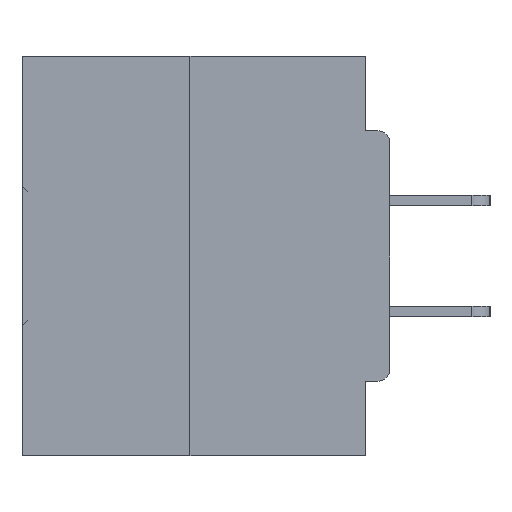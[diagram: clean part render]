
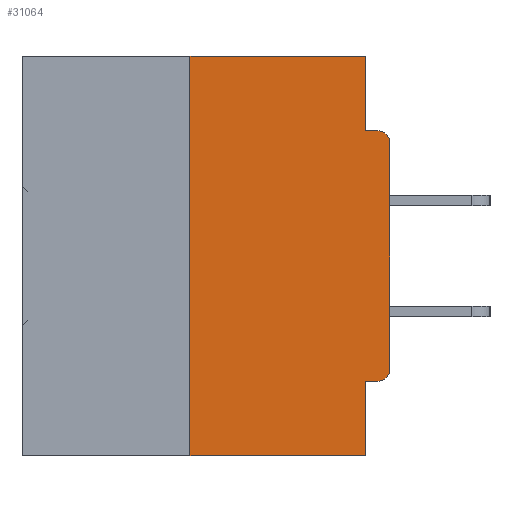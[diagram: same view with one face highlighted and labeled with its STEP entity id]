
A CAD part, left-side view. The second image highlights one B-rep face of the part: STEP entity #31064.
In plain terms, the highlighted planar face has unit normal (-1, 0, 0).
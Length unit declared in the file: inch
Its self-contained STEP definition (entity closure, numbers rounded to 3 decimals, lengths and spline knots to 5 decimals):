
#63 = CARTESIAN_POINT ( 'NONE',  ( 0., 0.015, -0.1085 ) ) ;
#287 = DIRECTION ( 'NONE',  ( -1., 0., 0. ) ) ;
#871 = VECTOR ( 'NONE', #21697, 39.37008 ) ;
#882 = DIRECTION ( 'NONE',  ( 0., 0., -1. ) ) ;
#1108 = PLANE ( 'NONE',  #3022 ) ;
#1664 = CARTESIAN_POINT ( 'NONE',  ( 0., 0.031, -0.0935 ) ) ;
#2796 = DIRECTION ( 'NONE',  ( 0., -1., 0. ) ) ;
#3022 = AXIS2_PLACEMENT_3D ( 'NONE', #4670, #43710, #882 ) ;
#3510 = LINE ( 'NONE', #17232, #30303 ) ;
#3761 = VECTOR ( 'NONE', #7692, 39.37008 ) ;
#4670 = CARTESIAN_POINT ( 'NONE',  ( 0., 0.46, 0. ) ) ;
#4754 = VERTEX_POINT ( 'NONE', #21359 ) ;
#5142 = VECTOR ( 'NONE', #2796, 39.37008 ) ;
#6280 = DIRECTION ( 'NONE',  ( 0., 0., -1. ) ) ;
#6327 = ORIENTED_EDGE ( 'NONE', *, *, #38698, .T. ) ;
#6516 = CARTESIAN_POINT ( 'NONE',  ( 0., 0., -0.0935 ) ) ;
#6783 = DIRECTION ( 'NONE',  ( 0., 0., -1. ) ) ;
#7692 = DIRECTION ( 'NONE',  ( 0., -1., 0. ) ) ;
#7988 = CIRCLE ( 'NONE', #42735, 0.015 ) ;
#8024 = DIRECTION ( 'NONE',  ( -1., 0., 0. ) ) ;
#8217 = CARTESIAN_POINT ( 'NONE',  ( 0., 0., -0.3915 ) ) ;
#8420 = EDGE_CURVE ( 'NONE', #4754, #40541, #32348, .T. ) ;
#8474 = EDGE_CURVE ( 'NONE', #40541, #22763, #3510, .T. ) ;
#8804 = CARTESIAN_POINT ( 'NONE',  ( 0., 0.031, -0.4065 ) ) ;
#8991 = ORIENTED_EDGE ( 'NONE', *, *, #17704, .F. ) ;
#9393 = CARTESIAN_POINT ( 'NONE',  ( 0., 0.25, -0.5 ) ) ;
#10153 = VERTEX_POINT ( 'NONE', #8217 ) ;
#10841 = CARTESIAN_POINT ( 'NONE',  ( 0., 0., -0.4065 ) ) ;
#10902 = ORIENTED_EDGE ( 'NONE', *, *, #8420, .F. ) ;
#11488 = LINE ( 'NONE', #30139, #3761 ) ;
#12095 = EDGE_CURVE ( 'NONE', #18133, #24772, #7988, .T. ) ;
#12607 = CARTESIAN_POINT ( 'NONE',  ( 0., 0.031, -0.5 ) ) ;
#13756 = VERTEX_POINT ( 'NONE', #1664 ) ;
#14166 = DIRECTION ( 'NONE',  ( 0., 0., -1. ) ) ;
#15930 = VERTEX_POINT ( 'NONE', #20439 ) ;
#16605 = CARTESIAN_POINT ( 'NONE',  ( 0., 0.25, 0. ) ) ;
#17232 = CARTESIAN_POINT ( 'NONE',  ( 0., 0.031, -0.5 ) ) ;
#17704 = EDGE_CURVE ( 'NONE', #18525, #15930, #19910, .T. ) ;
#18133 = VERTEX_POINT ( 'NONE', #34058 ) ;
#18525 = VERTEX_POINT ( 'NONE', #9393 ) ;
#19117 = CARTESIAN_POINT ( 'NONE',  ( 0., 0.015, -0.0935 ) ) ;
#19910 = LINE ( 'NONE', #16605, #22578 ) ;
#20439 = CARTESIAN_POINT ( 'NONE',  ( 0., 0.25, 0. ) ) ;
#20976 = LINE ( 'NONE', #43201, #45890 ) ;
#21359 = CARTESIAN_POINT ( 'NONE',  ( 0., 0.015, -0.4065 ) ) ;
#21697 = DIRECTION ( 'NONE',  ( 0., 1., 0. ) ) ;
#22578 = VECTOR ( 'NONE', #34333, 39.37008 ) ;
#22763 = VERTEX_POINT ( 'NONE', #12607 ) ;
#24514 = CIRCLE ( 'NONE', #41145, 0.015 ) ;
#24632 = VECTOR ( 'NONE', #40110, 39.37008 ) ;
#24772 = VERTEX_POINT ( 'NONE', #19117 ) ;
#24965 = EDGE_CURVE ( 'NONE', #45623, #13756, #20976, .T. ) ;
#25376 = ORIENTED_EDGE ( 'NONE', *, *, #43756, .F. ) ;
#27546 = LINE ( 'NONE', #6516, #32878 ) ;
#27594 = EDGE_CURVE ( 'NONE', #15930, #45623, #43229, .T. ) ;
#29211 = LINE ( 'NONE', #43656, #24632 ) ;
#30139 = CARTESIAN_POINT ( 'NONE',  ( 0., 0.46, -0.5 ) ) ;
#30303 = VECTOR ( 'NONE', #14166, 39.37008 ) ;
#31064 = ADVANCED_FACE ( 'NONE', ( #36841 ), #1108, .F. ) ;
#31288 = CARTESIAN_POINT ( 'NONE',  ( 0., 0.031, 0. ) ) ;
#31531 = EDGE_CURVE ( 'NONE', #18525, #22763, #11488, .T. ) ;
#32144 = ORIENTED_EDGE ( 'NONE', *, *, #12095, .T. ) ;
#32348 = LINE ( 'NONE', #10841, #871 ) ;
#32486 = ORIENTED_EDGE ( 'NONE', *, *, #46691, .T. ) ;
#32878 = VECTOR ( 'NONE', #41995, 39.37008 ) ;
#34058 = CARTESIAN_POINT ( 'NONE',  ( 0., 0., -0.1085 ) ) ;
#34333 = DIRECTION ( 'NONE',  ( 0., 0., 1. ) ) ;
#35190 = CARTESIAN_POINT ( 'NONE',  ( 0., 0.46, 0. ) ) ;
#36745 = ORIENTED_EDGE ( 'NONE', *, *, #24965, .F. ) ;
#36841 = FACE_OUTER_BOUND ( 'NONE', #46136, .T. ) ;
#37040 = ORIENTED_EDGE ( 'NONE', *, *, #8474, .F. ) ;
#38698 = EDGE_CURVE ( 'NONE', #4754, #10153, #24514, .T. ) ;
#38905 = ORIENTED_EDGE ( 'NONE', *, *, #31531, .T. ) ;
#40110 = DIRECTION ( 'NONE',  ( 0., 0., 1. ) ) ;
#40260 = DIRECTION ( 'NONE',  ( 0., 0., -1. ) ) ;
#40430 = CARTESIAN_POINT ( 'NONE',  ( 0., 0.015, -0.3915 ) ) ;
#40541 = VERTEX_POINT ( 'NONE', #8804 ) ;
#41145 = AXIS2_PLACEMENT_3D ( 'NONE', #40430, #8024, #6280 ) ;
#41995 = DIRECTION ( 'NONE',  ( 0., -1., 0. ) ) ;
#42735 = AXIS2_PLACEMENT_3D ( 'NONE', #63, #287, #40260 ) ;
#43201 = CARTESIAN_POINT ( 'NONE',  ( 0., 0.031, 0. ) ) ;
#43229 = LINE ( 'NONE', #35190, #5142 ) ;
#43656 = CARTESIAN_POINT ( 'NONE',  ( 0., 0., 0. ) ) ;
#43710 = DIRECTION ( 'NONE',  ( 1., 0., 0. ) ) ;
#43756 = EDGE_CURVE ( 'NONE', #13756, #24772, #27546, .T. ) ;
#44293 = ORIENTED_EDGE ( 'NONE', *, *, #27594, .F. ) ;
#45623 = VERTEX_POINT ( 'NONE', #31288 ) ;
#45890 = VECTOR ( 'NONE', #6783, 39.37008 ) ;
#46136 = EDGE_LOOP ( 'NONE', ( #44293, #8991, #38905, #37040, #10902, #6327, #32486, #32144, #25376, #36745 ) ) ;
#46691 = EDGE_CURVE ( 'NONE', #10153, #18133, #29211, .T. ) ;
